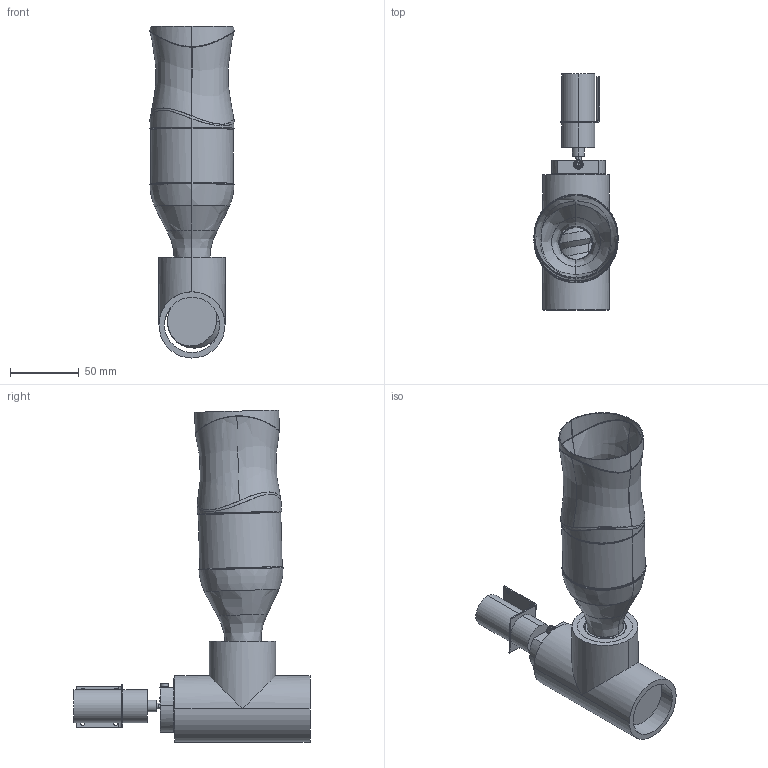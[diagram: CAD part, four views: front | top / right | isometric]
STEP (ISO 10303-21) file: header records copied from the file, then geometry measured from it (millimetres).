
FILE_DESCRIPTION(('CATIA V6 STEP'),'2;1');
FILE_NAME('V2_Feeder.stp','2021-01-24T12:49:38+00:00',('none'),('none'),'CATIA V6R2013x.HF96','DASSAULT SYSTEMES CATIA V6 STEP AP203','none');
FILE_SCHEMA(('CONFIG_CONTROL_DESIGN'));
Length unit declared in the file: millimetre
Products named in the file (9): V2_Feeder; V2_Feeder_vis; V2_Feeder_Motoréducteur CC; V2_Feeder_T égal en PVC-U 90°; V2_Feeder_Bouteille_Réservoir; V2_Feeder_scotch; M3x14-Screw; M3-Washer; M3-Nut
Assembly tree (9 placements, depth 2):
  V2_Feeder
    V2_Feeder_vis
    V2_Feeder_Motoréducteur CC
    V2_Feeder_T égal en PVC-U 90°
    V2_Feeder_Bouteille_Réservoir
    V2_Feeder_scotch
    M3x14-Screw
    M3-Washer  x2
    M3-Nut
Bounding box: 61 x 171.14 x 240.74 mm (x, y, z)
Volume: 201877.3 mm3; surface area: 125001.2 mm2
Topology: 8 solids, 131 shells, 409 faces, 2493 edges, 2224 vertices
Faces by surface type: bspline 216, cylinder 95, plane 60, cone 28, revolution 6, sphere 4
Entity records: 32462 total; most frequent: CARTESIAN_POINT 19530, ORIENTED_EDGE 3015, EDGE_CURVE 2477, VERTEX_POINT 2216, B_SPLINE_CURVE_WITH_KNOTS 1916, DIRECTION 631, EDGE_LOOP 437, ADVANCED_FACE 403
